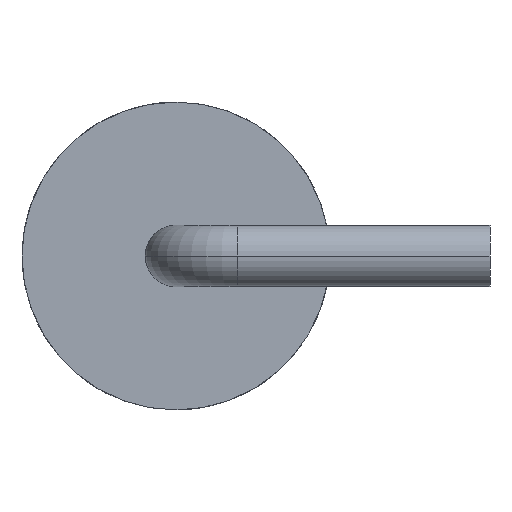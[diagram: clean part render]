
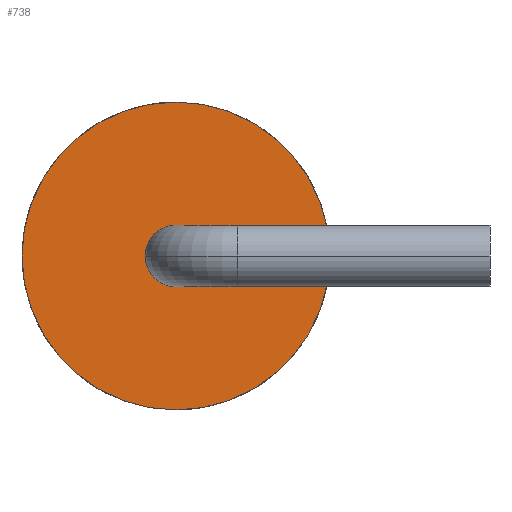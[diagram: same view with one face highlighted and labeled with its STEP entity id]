
A CAD part, left-side view. The second image highlights one B-rep face of the part: STEP entity #738.
In plain terms, the highlighted planar face has unit normal (-1, 0, 0).
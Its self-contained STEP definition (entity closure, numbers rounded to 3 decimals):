
#12 = EDGE_CURVE ( 'NONE', #407, #576, #859, .T. ) ;
#41 = CARTESIAN_POINT ( 'NONE',  ( -4.5, 0., 0. ) ) ;
#47 = AXIS2_PLACEMENT_3D ( 'NONE', #991, #350, #912 ) ;
#54 = VERTEX_POINT ( 'NONE', #97 ) ;
#57 = ORIENTED_EDGE ( 'NONE', *, *, #12, .F. ) ;
#75 = AXIS2_PLACEMENT_3D ( 'NONE', #926, #932, #293 ) ;
#97 = CARTESIAN_POINT ( 'NONE',  ( -4.5, 0., -0.5 ) ) ;
#107 = CIRCLE ( 'NONE', #282, 0.5 ) ;
#149 = EDGE_LOOP ( 'NONE', ( #486, #227 ) ) ;
#153 = EDGE_CURVE ( 'NONE', #576, #407, #818, .T. ) ;
#157 = ORIENTED_EDGE ( 'NONE', *, *, #153, .F. ) ;
#183 = DIRECTION ( 'NONE',  ( -1., 0., 0. ) ) ;
#193 = CARTESIAN_POINT ( 'NONE',  ( -4.5, 0., 2.5 ) ) ;
#198 = FACE_BOUND ( 'NONE', #149, .T. ) ;
#227 = ORIENTED_EDGE ( 'NONE', *, *, #602, .F. ) ;
#282 = AXIS2_PLACEMENT_3D ( 'NONE', #751, #589, #833 ) ;
#293 = DIRECTION ( 'NONE',  ( 0., 0., -1. ) ) ;
#350 = DIRECTION ( 'NONE',  ( 1., 0., 0. ) ) ;
#368 = CIRCLE ( 'NONE', #794, 0.5 ) ;
#407 = VERTEX_POINT ( 'NONE', #542 ) ;
#486 = ORIENTED_EDGE ( 'NONE', *, *, #650, .F. ) ;
#502 = EDGE_LOOP ( 'NONE', ( #57, #157 ) ) ;
#542 = CARTESIAN_POINT ( 'NONE',  ( -4.5, 0., -2.5 ) ) ;
#550 = AXIS2_PLACEMENT_3D ( 'NONE', #647, #721, #889 ) ;
#576 = VERTEX_POINT ( 'NONE', #193 ) ;
#589 = DIRECTION ( 'NONE',  ( -1., 0., 0. ) ) ;
#602 = EDGE_CURVE ( 'NONE', #54, #899, #368, .T. ) ;
#647 = CARTESIAN_POINT ( 'NONE',  ( -4.5, 0., 0. ) ) ;
#650 = EDGE_CURVE ( 'NONE', #899, #54, #107, .T. ) ;
#675 = FACE_OUTER_BOUND ( 'NONE', #502, .T. ) ;
#682 = PLANE ( 'NONE',  #75 ) ;
#721 = DIRECTION ( 'NONE',  ( 1., 0., 0. ) ) ;
#738 = ADVANCED_FACE ( 'NONE', ( #198, #675 ), #682, .F. ) ;
#740 = DIRECTION ( 'NONE',  ( 0., 0., -1. ) ) ;
#751 = CARTESIAN_POINT ( 'NONE',  ( -4.5, 0., 0. ) ) ;
#794 = AXIS2_PLACEMENT_3D ( 'NONE', #41, #183, #740 ) ;
#818 = CIRCLE ( 'NONE', #47, 2.5 ) ;
#833 = DIRECTION ( 'NONE',  ( 0., 0., -1. ) ) ;
#859 = CIRCLE ( 'NONE', #550, 2.5 ) ;
#889 = DIRECTION ( 'NONE',  ( 0., 0., -1. ) ) ;
#899 = VERTEX_POINT ( 'NONE', #1014 ) ;
#912 = DIRECTION ( 'NONE',  ( 0., 0., -1. ) ) ;
#926 = CARTESIAN_POINT ( 'NONE',  ( -4.5, 0., 0. ) ) ;
#932 = DIRECTION ( 'NONE',  ( 1., 0., 0. ) ) ;
#991 = CARTESIAN_POINT ( 'NONE',  ( -4.5, 0., 0. ) ) ;
#1014 = CARTESIAN_POINT ( 'NONE',  ( -4.5, 0., 0.5 ) ) ;
